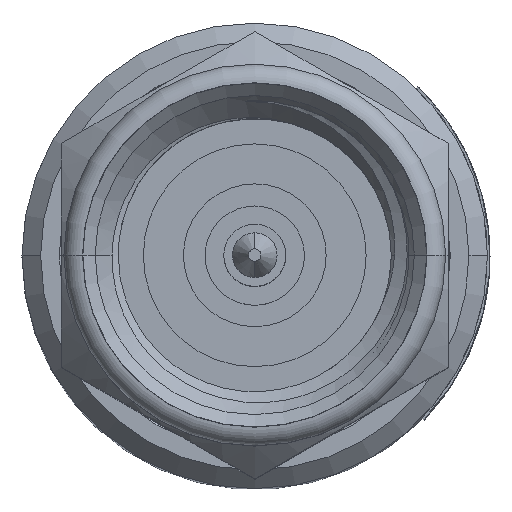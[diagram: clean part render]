
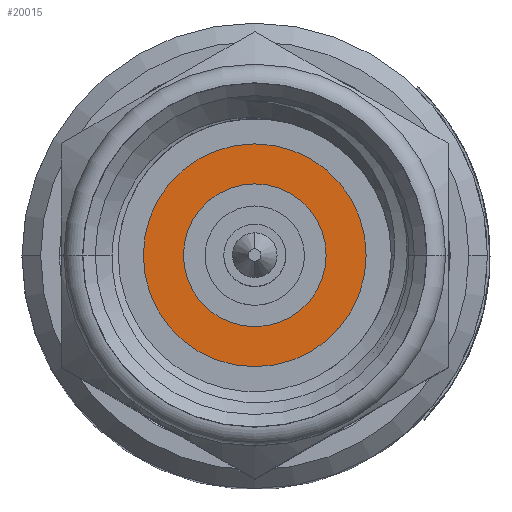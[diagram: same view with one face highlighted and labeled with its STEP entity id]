
A CAD part, top view. The second image highlights one B-rep face of the part: STEP entity #20015.
In plain terms, the highlighted planar face has unit normal (0, 0, 1).
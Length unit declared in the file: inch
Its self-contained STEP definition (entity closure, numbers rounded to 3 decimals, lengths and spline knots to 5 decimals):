
#101 = EDGE_LOOP ( 'NONE', ( #27348, #3529 ) ) ;
#371 = ORIENTED_EDGE ( 'NONE', *, *, #19658, .F. ) ;
#812 = DIRECTION ( 'NONE',  ( 1., 0., 0. ) ) ;
#1252 = DIRECTION ( 'NONE',  ( 0., 0., 1. ) ) ;
#1335 = DIRECTION ( 'NONE',  ( 0., 0., 1. ) ) ;
#1858 = EDGE_CURVE ( 'NONE', #22065, #18972, #14939, .T. ) ;
#3529 = ORIENTED_EDGE ( 'NONE', *, *, #15777, .T. ) ;
#7050 = DIRECTION ( 'NONE',  ( 0., 0., 1. ) ) ;
#7186 = CARTESIAN_POINT ( 'NONE',  ( -0.38392, -0.02122, 0.33849 ) ) ;
#10821 = CIRCLE ( 'NONE', #26857, 0.08975 ) ;
#11093 = DIRECTION ( 'NONE',  ( 1., 0., 0. ) ) ;
#11683 = CARTESIAN_POINT ( 'NONE',  ( -0.38392, -0.07872, 0.33849 ) ) ;
#11883 = CARTESIAN_POINT ( 'NONE',  ( -0.47367, -0.02122, 0.33849 ) ) ;
#12101 = CIRCLE ( 'NONE', #21051, 0.0575 ) ;
#12692 = CARTESIAN_POINT ( 'NONE',  ( -0.44142, -0.02122, 0.33849 ) ) ;
#12703 = AXIS2_PLACEMENT_3D ( 'NONE', #17929, #1252, #20312 ) ;
#13006 = ORIENTED_EDGE ( 'NONE', *, *, #17347, .F. ) ;
#14488 = CIRCLE ( 'NONE', #26497, 0.0575 ) ;
#14939 = CIRCLE ( 'NONE', #12703, 0.08975 ) ;
#15758 = CARTESIAN_POINT ( 'NONE',  ( -0.29417, -0.02122, 0.33849 ) ) ;
#15777 = EDGE_CURVE ( 'NONE', #18972, #22065, #10821, .T. ) ;
#16004 = DIRECTION ( 'NONE',  ( 0., 0., 1. ) ) ;
#16135 = AXIS2_PLACEMENT_3D ( 'NONE', #11683, #16004, #20070 ) ;
#16561 = VERTEX_POINT ( 'NONE', #12692 ) ;
#17347 = EDGE_CURVE ( 'NONE', #25781, #16561, #14488, .T. ) ;
#17351 = CARTESIAN_POINT ( 'NONE',  ( -0.38392, -0.02122, 0.33849 ) ) ;
#17929 = CARTESIAN_POINT ( 'NONE',  ( -0.38392, -0.02122, 0.33849 ) ) ;
#18155 = DIRECTION ( 'NONE',  ( 1., 0., 0. ) ) ;
#18972 = VERTEX_POINT ( 'NONE', #11883 ) ;
#19658 = EDGE_CURVE ( 'NONE', #16561, #25781, #12101, .T. ) ;
#20015 = ADVANCED_FACE ( 'NONE', ( #22429, #26348 ), #22711, .T. ) ;
#20070 = DIRECTION ( 'NONE',  ( 1., 0., 0. ) ) ;
#20312 = DIRECTION ( 'NONE',  ( 1., 0., 0. ) ) ;
#21051 = AXIS2_PLACEMENT_3D ( 'NONE', #7186, #7050, #11093 ) ;
#21883 = CARTESIAN_POINT ( 'NONE',  ( -0.32642, -0.02122, 0.33849 ) ) ;
#22065 = VERTEX_POINT ( 'NONE', #15758 ) ;
#22429 = FACE_BOUND ( 'NONE', #26004, .T. ) ;
#22711 = PLANE ( 'NONE',  #16135 ) ;
#23939 = DIRECTION ( 'NONE',  ( 0., 0., 1. ) ) ;
#24312 = CARTESIAN_POINT ( 'NONE',  ( -0.38392, -0.02122, 0.33849 ) ) ;
#25781 = VERTEX_POINT ( 'NONE', #21883 ) ;
#26004 = EDGE_LOOP ( 'NONE', ( #13006, #371 ) ) ;
#26348 = FACE_OUTER_BOUND ( 'NONE', #101, .T. ) ;
#26497 = AXIS2_PLACEMENT_3D ( 'NONE', #17351, #23939, #812 ) ;
#26857 = AXIS2_PLACEMENT_3D ( 'NONE', #24312, #1335, #18155 ) ;
#27348 = ORIENTED_EDGE ( 'NONE', *, *, #1858, .T. ) ;
